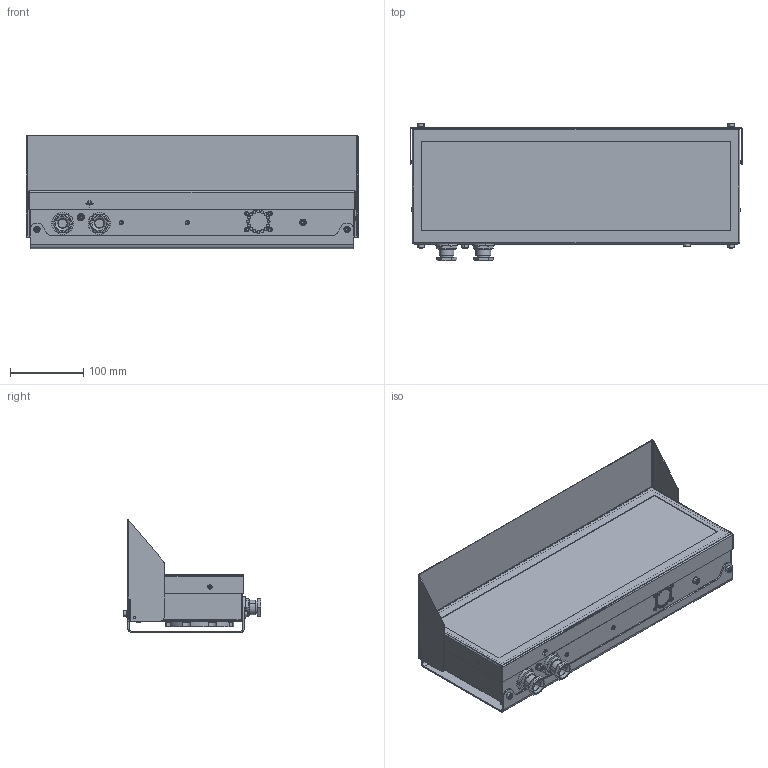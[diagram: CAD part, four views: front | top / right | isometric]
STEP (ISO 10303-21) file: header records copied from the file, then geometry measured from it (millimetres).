
FILE_DESCRIPTION (( 'STEP AP203' ), '1' );
FILE_NAME ('ÝÂ-00.000-02 ÑÁ Ýêðàí äâà ââîäà âíèç.STEP', '2025-12-03T04:27:22', ( '' ), ( '' ), 'SwSTEP 2.0', 'SolidWorks 2020', '' );
FILE_SCHEMA (( 'CONFIG_CONTROL_DESIGN' ));
Length unit declared in the file: millimetre
Products named in the file (1): ÝÂ-00.000-02 ÑÁ Ýêðàí äâà ââîäà âíèç
Bounding box: 453 x 188.19 x 154.81 mm (x, y, z)
Volume: 796772.5 mm3; surface area: 779817.5 mm2
Topology: 46 solids, 46 shells, 1025 faces, 2341 edges, 1460 vertices
Faces by surface type: cylinder 450, plane 395, cone 122, torus 28, sphere 28, bspline 2
Entity records: 30171 total; most frequent: CARTESIAN_POINT 5980, DIRECTION 5427, ORIENTED_EDGE 4658, EDGE_CURVE 2329, AXIS2_PLACEMENT_3D 2170, VERTEX_POINT 1460, EDGE_LOOP 1257, CIRCLE 1146
